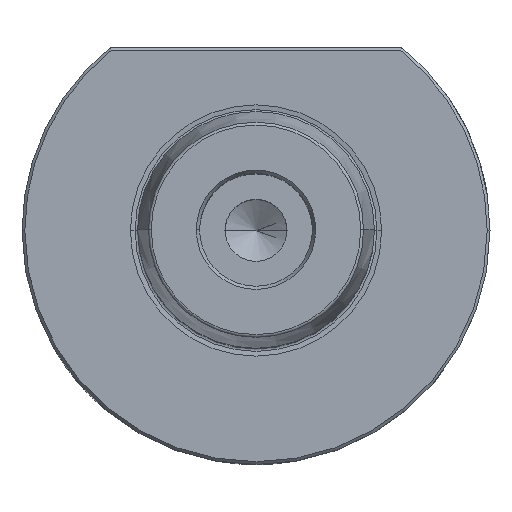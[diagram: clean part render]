
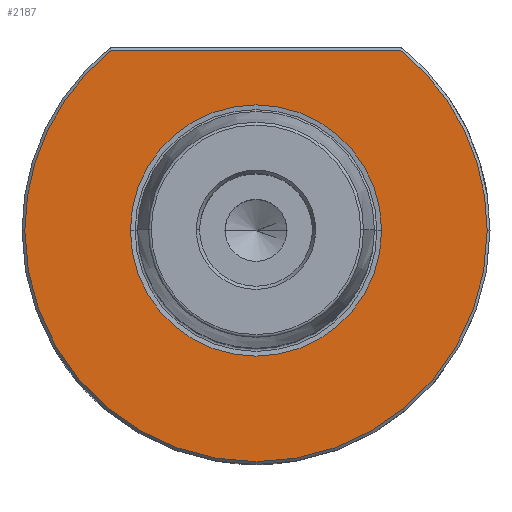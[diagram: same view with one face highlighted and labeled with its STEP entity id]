
A CAD part, top view. The second image highlights one B-rep face of the part: STEP entity #2187.
In plain terms, the highlighted planar face has unit normal (0, 0, 1).
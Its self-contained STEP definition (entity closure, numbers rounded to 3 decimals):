
#3 = ORIENTED_EDGE ( 'NONE', *, *, #4444, .T. ) ;
#43 = ORIENTED_EDGE ( 'NONE', *, *, #1283, .F. ) ;
#52 = FACE_BOUND ( 'NONE', #1856, .T. ) ;
#146 = ORIENTED_EDGE ( 'NONE', *, *, #3356, .T. ) ;
#307 = CIRCLE ( 'NONE', #3057, 22.281 ) ;
#349 = EDGE_CURVE ( 'NONE', #1173, #1745, #2346, .T. ) ;
#428 = VERTEX_POINT ( 'NONE', #1641 ) ;
#537 = CIRCLE ( 'NONE', #5084, 41. ) ;
#636 = CARTESIAN_POINT ( 'NONE',  ( -24.995, 32., 22. ) ) ;
#891 = VECTOR ( 'NONE', #3086, 1000. ) ;
#983 = CARTESIAN_POINT ( 'NONE',  ( 0., 0., 22. ) ) ;
#1104 = DIRECTION ( 'NONE',  ( 1., 0., 0. ) ) ;
#1132 = ORIENTED_EDGE ( 'NONE', *, *, #5285, .T. ) ;
#1173 = VERTEX_POINT ( 'NONE', #1558 ) ;
#1244 = EDGE_LOOP ( 'NONE', ( #3, #146, #1132, #4879 ) ) ;
#1283 = EDGE_CURVE ( 'NONE', #1745, #1173, #307, .T. ) ;
#1434 = DIRECTION ( 'NONE',  ( 1., 0., 0. ) ) ;
#1558 = CARTESIAN_POINT ( 'NONE',  ( -22.281, 0., 22. ) ) ;
#1641 = CARTESIAN_POINT ( 'NONE',  ( -41., 0., 22. ) ) ;
#1745 = VERTEX_POINT ( 'NONE', #2695 ) ;
#1856 = EDGE_LOOP ( 'NONE', ( #43, #2012 ) ) ;
#1867 = VERTEX_POINT ( 'NONE', #3707 ) ;
#1898 = VERTEX_POINT ( 'NONE', #1932 ) ;
#1932 = CARTESIAN_POINT ( 'NONE',  ( -25.632, 32., 22. ) ) ;
#2012 = ORIENTED_EDGE ( 'NONE', *, *, #349, .F. ) ;
#2103 = DIRECTION ( 'NONE',  ( 1., 0., 0. ) ) ;
#2115 = DIRECTION ( 'NONE',  ( 0., 0., 1. ) ) ;
#2142 = CARTESIAN_POINT ( 'NONE',  ( 0., 0., 22. ) ) ;
#2187 = ADVANCED_FACE ( 'NONE', ( #52, #2318 ), #3470, .F. ) ;
#2318 = FACE_OUTER_BOUND ( 'NONE', #1244, .T. ) ;
#2344 = CARTESIAN_POINT ( 'NONE',  ( 41., 0., 22. ) ) ;
#2346 = CIRCLE ( 'NONE', #2758, 22.281 ) ;
#2355 = CARTESIAN_POINT ( 'NONE',  ( 0., 0., 22. ) ) ;
#2695 = CARTESIAN_POINT ( 'NONE',  ( 22.281, 0., 22. ) ) ;
#2758 = AXIS2_PLACEMENT_3D ( 'NONE', #5460, #5492, #5516 ) ;
#3038 = CARTESIAN_POINT ( 'NONE',  ( 0., 41., 22. ) ) ;
#3057 = AXIS2_PLACEMENT_3D ( 'NONE', #4466, #4943, #1104 ) ;
#3086 = DIRECTION ( 'NONE',  ( -1., 0., 0. ) ) ;
#3160 = EDGE_CURVE ( 'NONE', #1867, #1898, #4328, .T. ) ;
#3356 = EDGE_CURVE ( 'NONE', #428, #3950, #4554, .T. ) ;
#3470 = PLANE ( 'NONE',  #3839 ) ;
#3540 = AXIS2_PLACEMENT_3D ( 'NONE', #983, #4003, #1434 ) ;
#3592 = DIRECTION ( 'NONE',  ( 0., 0., 1. ) ) ;
#3613 = DIRECTION ( 'NONE',  ( 1., 0., 0. ) ) ;
#3707 = CARTESIAN_POINT ( 'NONE',  ( 25.632, 32., 22. ) ) ;
#3833 = DIRECTION ( 'NONE',  ( 0., 0., -1. ) ) ;
#3839 = AXIS2_PLACEMENT_3D ( 'NONE', #3038, #3833, #3894 ) ;
#3894 = DIRECTION ( 'NONE',  ( -1., 0., 0. ) ) ;
#3950 = VERTEX_POINT ( 'NONE', #2344 ) ;
#4003 = DIRECTION ( 'NONE',  ( 0., 0., 1. ) ) ;
#4328 = LINE ( 'NONE', #636, #891 ) ;
#4389 = CIRCLE ( 'NONE', #3540, 41. ) ;
#4444 = EDGE_CURVE ( 'NONE', #1898, #428, #537, .T. ) ;
#4466 = CARTESIAN_POINT ( 'NONE',  ( 0., 0., 22. ) ) ;
#4554 = CIRCLE ( 'NONE', #5195, 41. ) ;
#4879 = ORIENTED_EDGE ( 'NONE', *, *, #3160, .T. ) ;
#4943 = DIRECTION ( 'NONE',  ( 0., 0., 1. ) ) ;
#5084 = AXIS2_PLACEMENT_3D ( 'NONE', #2142, #2115, #2103 ) ;
#5195 = AXIS2_PLACEMENT_3D ( 'NONE', #2355, #3592, #3613 ) ;
#5285 = EDGE_CURVE ( 'NONE', #3950, #1867, #4389, .T. ) ;
#5460 = CARTESIAN_POINT ( 'NONE',  ( 0., 0., 22. ) ) ;
#5492 = DIRECTION ( 'NONE',  ( 0., 0., 1. ) ) ;
#5516 = DIRECTION ( 'NONE',  ( 1., 0., 0. ) ) ;
